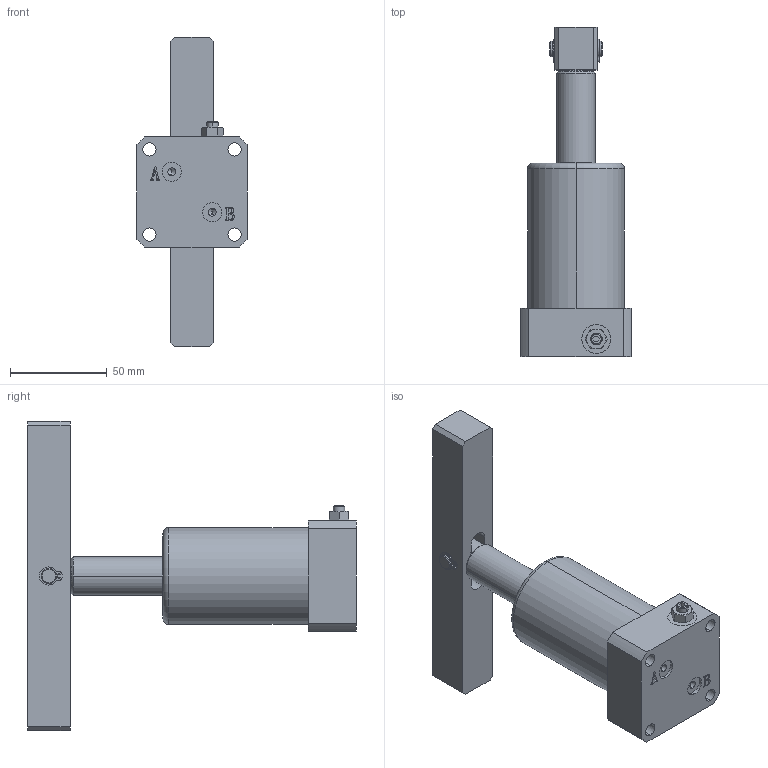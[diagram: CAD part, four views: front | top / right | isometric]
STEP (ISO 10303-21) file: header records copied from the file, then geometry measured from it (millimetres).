
FILE_DESCRIPTION (( 'STEP AP203' ), '1' );
FILE_NAME ('HSL-MF32D-E.STEP', '2020-09-15T03:47:42', ( '微软用户' ), ( '微软中国' ), 'SwSTEP 2.0', 'SolidWorks 2012', '' );
FILE_SCHEMA (( 'CONFIG_CONTROL_DESIGN' ));
Length unit declared in the file: millimetre
Products named in the file (7): HSL-MF32D-E; circlips for shaft--type a small gb_GB_CONNECTING_PIECE_RING_RRA 8; HSL-MF32D-11-30蛌褒詰掛极; G1-4覃厒概; HSL-MF32D蛌褒詰隅弇种; HSL-32D蛌褒詰嶺裝-E; HSL-MF32双臂转角缸压臂特制
Assembly tree (7 placements, depth 2):
  HSL-MF32D-E
    HSL-MF32双臂转角缸压臂特制
    HSL-32D蛌褒詰嶺裝-E
    HSL-MF32D蛌褒詰隅弇种
    G1-4覃厒概
    HSL-MF32D-11-30蛌褒詰掛极
    circlips for shaft--type a small gb_GB_CONNECTING_PIECE_RING_RRA 8  x2
Bounding box: 57 x 170 x 160 mm (x, y, z)
Volume: 276882.8 mm3; surface area: 61528.2 mm2
Topology: 7 solids, 7 shells, 251 faces, 608 edges, 389 vertices
Faces by surface type: plane 105, cylinder 92, cone 32, bspline 16, torus 6
Entity records: 8236 total; most frequent: CARTESIAN_POINT 2108, DIRECTION 1127, ORIENTED_EDGE 1090, EDGE_CURVE 545, AXIS2_PLACEMENT_3D 418, VERTEX_POINT 351, LINE 291, VECTOR 291
